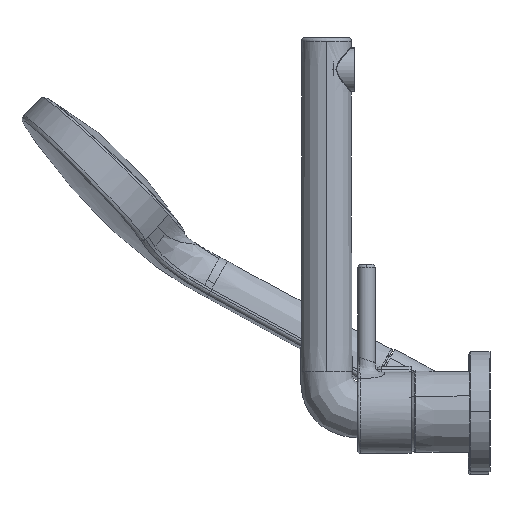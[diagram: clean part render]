
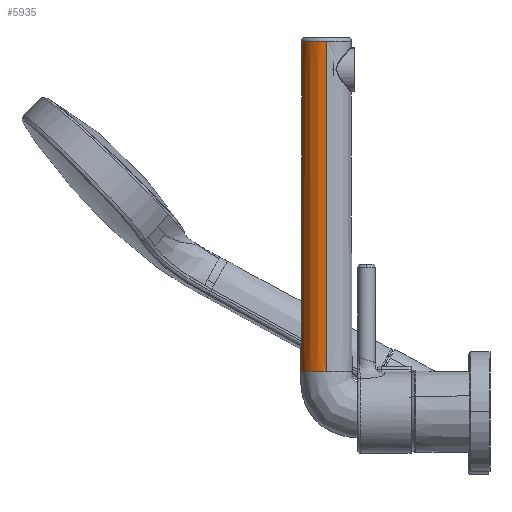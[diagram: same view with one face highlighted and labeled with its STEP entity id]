
A CAD part, left-side view. The second image highlights one B-rep face of the part: STEP entity #5935.
In plain terms, the highlighted conical face has half-angle 0.169 degrees and reference radius 15.5 mm.
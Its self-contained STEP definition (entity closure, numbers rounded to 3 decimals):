
#588 = EDGE_CURVE ( 'NONE', #8364, #913, #14019, .T. ) ;
#841 = DIRECTION ( 'NONE',  ( 0.003, 0., -1. ) ) ;
#913 = VERTEX_POINT ( 'NONE', #4371 ) ;
#1266 = ORIENTED_EDGE ( 'NONE', *, *, #10825, .T. ) ;
#1728 = CARTESIAN_POINT ( 'NONE',  ( -13.544, 105.806, 24. ) ) ;
#1752 = CARTESIAN_POINT ( 'NONE',  ( -15.5, 98., 24. ) ) ;
#1779 = CARTESIAN_POINT ( 'NONE',  ( -9.525, 110.395, 24. ) ) ;
#1872 = EDGE_CURVE ( 'NONE', #10414, #8364, #3938, .T. ) ;
#2074 = CARTESIAN_POINT ( 'NONE',  ( 0., 98., 24. ) ) ;
#2269 = CARTESIAN_POINT ( 'NONE',  ( -15.5, 98., 24. ) ) ;
#2634 = EDGE_CURVE ( 'NONE', #14403, #10414, #12725, .T. ) ;
#2792 = DIRECTION ( 'NONE',  ( -1., 0., 0. ) ) ;
#2971 = CARTESIAN_POINT ( 'NONE',  ( -12.395, 107.525, 24. ) ) ;
#3003 = LINE ( 'NONE', #1752, #10364 ) ;
#3076 = CARTESIAN_POINT ( 'NONE',  ( -2.029, 113.5, 24. ) ) ;
#3447 = CARTESIAN_POINT ( 'NONE',  ( 0., 113.5, 24. ) ) ;
#3710 = EDGE_CURVE ( 'NONE', #14403, #6163, #3003, .T. ) ;
#3938 = CIRCLE ( 'NONE', #14466, 14.918 ) ;
#4111 = VECTOR ( 'NONE', #841, 1000. ) ;
#4136 = CARTESIAN_POINT ( 'NONE',  ( -4.057, 113.097, 24. ) ) ;
#4240 = CARTESIAN_POINT ( 'NONE',  ( -15.5, 100.029, 24. ) ) ;
#4326 = DIRECTION ( 'NONE',  ( -1., 0., 0. ) ) ;
#4371 = CARTESIAN_POINT ( 'NONE',  ( 15.5, 98., 24. ) ) ;
#4742 = CARTESIAN_POINT ( 'NONE',  ( 15.5, 100.029, 24. ) ) ;
#5015 = CONICAL_SURFACE ( 'NONE', #11055, 15.5, 0.003 ) ;
#5271 = EDGE_LOOP ( 'NONE', ( #9676, #14251, #11453, #1266, #6405, #8938 ) ) ;
#5350 = B_SPLINE_CURVE_WITH_KNOTS ( 'NONE', 3,
 ( #7122, #4742, #8290, #8233, #7172, #9449, #9399, #5804, #8340, #3447 ),
 .UNSPECIFIED., .F., .F.,
 ( 4, 2, 2, 2, 4 ),
 ( 0.5, 0.625, 0.75, 0.875, 1. ),
 .UNSPECIFIED. ) ;
#5413 = DIRECTION ( 'NONE',  ( 0., 0., -1. ) ) ;
#5564 = CARTESIAN_POINT ( 'NONE',  ( 0., 98., 222.006 ) ) ;
#5804 = CARTESIAN_POINT ( 'NONE',  ( 4.057, 113.097, 24. ) ) ;
#5935 = ADVANCED_FACE ( 'NONE', ( #8716 ), #5015, .T. ) ;
#6163 = VERTEX_POINT ( 'NONE', #2269 ) ;
#6244 = CARTESIAN_POINT ( 'NONE',  ( -14.918, 98., 222.006 ) ) ;
#6405 = ORIENTED_EDGE ( 'NONE', *, *, #7807, .T. ) ;
#6750 = AXIS2_PLACEMENT_3D ( 'NONE', #5564, #5413, #14944 ) ;
#7122 = CARTESIAN_POINT ( 'NONE',  ( 15.5, 98., 24. ) ) ;
#7172 = CARTESIAN_POINT ( 'NONE',  ( 12.395, 107.525, 24. ) ) ;
#7807 = EDGE_CURVE ( 'NONE', #8874, #6163, #12603, .T. ) ;
#8233 = CARTESIAN_POINT ( 'NONE',  ( 13.544, 105.806, 24. ) ) ;
#8290 = CARTESIAN_POINT ( 'NONE',  ( 15.097, 102.057, 24. ) ) ;
#8340 = CARTESIAN_POINT ( 'NONE',  ( 2.029, 113.5, 24. ) ) ;
#8364 = VERTEX_POINT ( 'NONE', #10958 ) ;
#8698 = DIRECTION ( 'NONE',  ( 0., 0., -1. ) ) ;
#8716 = FACE_OUTER_BOUND ( 'NONE', #5271, .T. ) ;
#8874 = VERTEX_POINT ( 'NONE', #14860 ) ;
#8938 = ORIENTED_EDGE ( 'NONE', *, *, #3710, .F. ) ;
#9052 = CARTESIAN_POINT ( 'NONE',  ( 0., 112.918, 222.006 ) ) ;
#9399 = CARTESIAN_POINT ( 'NONE',  ( 7.806, 111.544, 24. ) ) ;
#9449 = CARTESIAN_POINT ( 'NONE',  ( 9.525, 110.395, 24. ) ) ;
#9676 = ORIENTED_EDGE ( 'NONE', *, *, #2634, .T. ) ;
#9935 = CARTESIAN_POINT ( 'NONE',  ( -15.097, 102.057, 24. ) ) ;
#9958 = DIRECTION ( 'NONE',  ( -0.003, 0., -1. ) ) ;
#10156 = CARTESIAN_POINT ( 'NONE',  ( 15.5, 98., 24. ) ) ;
#10364 = VECTOR ( 'NONE', #9958, 1000. ) ;
#10414 = VERTEX_POINT ( 'NONE', #9052 ) ;
#10825 = EDGE_CURVE ( 'NONE', #913, #8874, #5350, .T. ) ;
#10958 = CARTESIAN_POINT ( 'NONE',  ( 14.918, 98., 222.006 ) ) ;
#11055 = AXIS2_PLACEMENT_3D ( 'NONE', #2074, #13856, #4326 ) ;
#11453 = ORIENTED_EDGE ( 'NONE', *, *, #588, .T. ) ;
#12305 = CARTESIAN_POINT ( 'NONE',  ( 0., 113.5, 24. ) ) ;
#12457 = CARTESIAN_POINT ( 'NONE',  ( -15.5, 98., 24. ) ) ;
#12603 = B_SPLINE_CURVE_WITH_KNOTS ( 'NONE', 3,
 ( #12305, #3076, #4136, #13422, #1779, #2971, #1728, #9935, #4240, #12457 ),
 .UNSPECIFIED., .F., .F.,
 ( 4, 2, 2, 2, 4 ),
 ( 0., 0.125, 0.25, 0.375, 0.5 ),
 .UNSPECIFIED. ) ;
#12725 = CIRCLE ( 'NONE', #6750, 14.918 ) ;
#13197 = CARTESIAN_POINT ( 'NONE',  ( 0., 98., 222.006 ) ) ;
#13422 = CARTESIAN_POINT ( 'NONE',  ( -7.806, 111.544, 24. ) ) ;
#13856 = DIRECTION ( 'NONE',  ( 0., 0., -1. ) ) ;
#14019 = LINE ( 'NONE', #10156, #4111 ) ;
#14251 = ORIENTED_EDGE ( 'NONE', *, *, #1872, .T. ) ;
#14403 = VERTEX_POINT ( 'NONE', #6244 ) ;
#14466 = AXIS2_PLACEMENT_3D ( 'NONE', #13197, #8698, #2792 ) ;
#14860 = CARTESIAN_POINT ( 'NONE',  ( 0., 113.5, 24. ) ) ;
#14944 = DIRECTION ( 'NONE',  ( -1., 0., 0. ) ) ;
